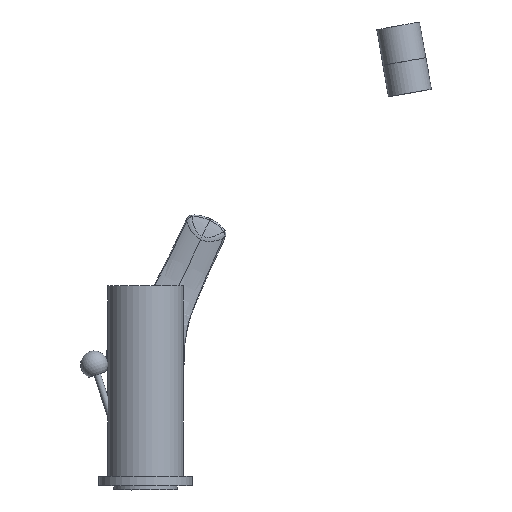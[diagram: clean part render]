
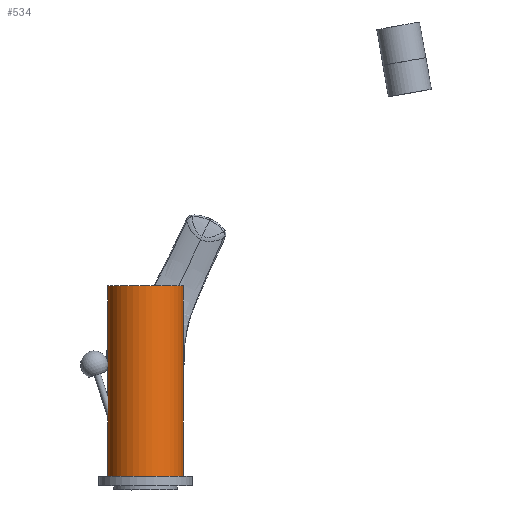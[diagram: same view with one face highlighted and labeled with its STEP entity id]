
A CAD part, front view. The second image highlights one B-rep face of the part: STEP entity #534.
In plain terms, the highlighted cylindrical face has radius 20 mm (diameter 40 mm), a full revolution.
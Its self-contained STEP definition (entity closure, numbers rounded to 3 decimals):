
#22=ELLIPSE('',#675,28.284,20.);
#23=ELLIPSE('',#676,28.284,20.);
#105=CYLINDRICAL_SURFACE('',#677,20.);
#174=ORIENTED_EDGE('',*,*,#291,.F.);
#175=ORIENTED_EDGE('',*,*,#292,.T.);
#176=ORIENTED_EDGE('',*,*,#290,.T.);
#177=ORIENTED_EDGE('',*,*,#289,.T.);
#289=EDGE_CURVE('',#356,#357,#22,.T.);
#290=EDGE_CURVE('',#357,#356,#23,.F.);
#291=EDGE_CURVE('',#358,#358,#402,.T.);
#292=EDGE_CURVE('',#359,#359,#403,.T.);
#356=VERTEX_POINT('',#2802);
#357=VERTEX_POINT('',#2803);
#358=VERTEX_POINT('',#2807);
#359=VERTEX_POINT('',#2809);
#402=CIRCLE('',#678,20.);
#403=CIRCLE('',#679,20.);
#434=EDGE_LOOP('',(#174));
#435=EDGE_LOOP('',(#175));
#436=EDGE_LOOP('',(#176,#177));
#488=FACE_BOUND('',#434,.T.);
#489=FACE_BOUND('',#435,.T.);
#490=FACE_BOUND('',#436,.T.);
#534=ADVANCED_FACE('',(#488,#489,#490),#105,.T.);
#675=AXIS2_PLACEMENT_3D('',#2801,#758,#759);
#676=AXIS2_PLACEMENT_3D('',#2804,#760,#761);
#677=AXIS2_PLACEMENT_3D('',#2805,#762,#763);
#678=AXIS2_PLACEMENT_3D('',#2806,#764,#765);
#679=AXIS2_PLACEMENT_3D('',#2808,#766,#767);
#758=DIRECTION('',(0.,-0.707,-0.707));
#759=DIRECTION('',(0.,0.707,-0.707));
#760=DIRECTION('',(0.,0.707,-0.707));
#761=DIRECTION('',(0.,-0.707,-0.707));
#762=DIRECTION('',(0.,0.,-1.));
#763=DIRECTION('',(-1.,0.,0.));
#764=DIRECTION('',(0.,0.,-1.));
#765=DIRECTION('',(1.,0.,0.));
#766=DIRECTION('',(0.,0.,-1.));
#767=DIRECTION('',(1.,0.,0.));
#2801=CARTESIAN_POINT('',(0.,0.,63.));
#2802=CARTESIAN_POINT('',(-20.,0.,63.));
#2803=CARTESIAN_POINT('',(20.,0.,63.));
#2804=CARTESIAN_POINT('',(0.,0.,63.));
#2805=CARTESIAN_POINT('',(0.,0.,101.));
#2806=CARTESIAN_POINT('',(0.,0.,0.));
#2807=CARTESIAN_POINT('',(20.,0.,0.));
#2808=CARTESIAN_POINT('',(0.,0.,101.));
#2809=CARTESIAN_POINT('',(20.,0.,101.));
